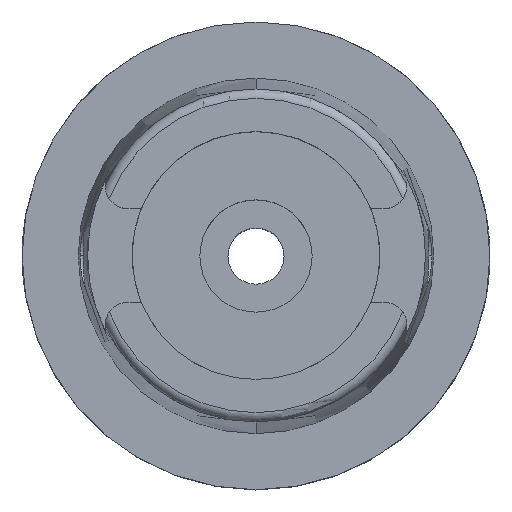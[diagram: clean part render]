
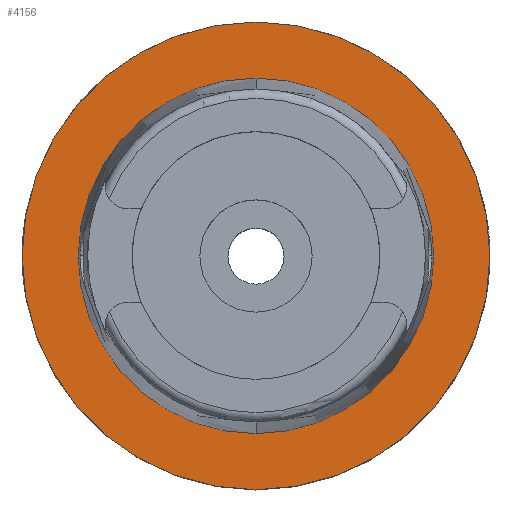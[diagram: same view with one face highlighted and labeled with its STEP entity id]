
A CAD part, top view. The second image highlights one B-rep face of the part: STEP entity #4156.
In plain terms, the highlighted planar face has unit normal (0, 0, 1).
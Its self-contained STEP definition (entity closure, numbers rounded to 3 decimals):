
#2056=CARTESIAN_POINT('',(0.,0.,0.));
#2057=DIRECTION('',(0.,0.,-1.));
#2058=DIRECTION('',(0.,-1.,0.));
#2059=AXIS2_PLACEMENT_3D('',#2056,#2057,#2058);
#2064=CARTESIAN_POINT('',(0.,0.,0.));
#2065=DIRECTION('',(0.,0.,-1.));
#2066=DIRECTION('',(0.,1.,0.));
#2067=AXIS2_PLACEMENT_3D('',#2064,#2065,#2066);
#2072=CARTESIAN_POINT('',(0.,0.,0.));
#2073=DIRECTION('',(0.,0.,1.));
#2074=DIRECTION('',(0.,-1.,0.));
#2075=AXIS2_PLACEMENT_3D('',#2072,#2073,#2074);
#2080=CARTESIAN_POINT('',(0.,0.,0.));
#2081=DIRECTION('',(0.,0.,1.));
#2082=DIRECTION('',(0.,1.,0.));
#2083=AXIS2_PLACEMENT_3D('',#2080,#2081,#2082);
#2377=CARTESIAN_POINT('',(0.,-38.,0.));
#2378=VERTEX_POINT('',#2377);
#2379=CARTESIAN_POINT('',(0.,38.,0.));
#2380=VERTEX_POINT('',#2379);
#2634=CARTESIAN_POINT('',(0.,50.,0.));
#2635=VERTEX_POINT('',#2634);
#2636=CARTESIAN_POINT('',(0.,-50.,0.));
#2637=VERTEX_POINT('',#2636);
#4143=CARTESIAN_POINT('',(0.,0.,0.));
#4144=DIRECTION('',(0.,0.,1.));
#4145=DIRECTION('',(0.,1.,0.));
#4146=AXIS2_PLACEMENT_3D('',#4143,#4144,#4145);
#4147=PLANE('',#4146);
#4148=ORIENTED_EDGE('',*,*,#3908,.T.);
#4149=ORIENTED_EDGE('',*,*,#4017,.T.);
#4150=EDGE_LOOP('',(#4148,#4149));
#4151=FACE_OUTER_BOUND('',#4150,.F.);
#4152=ORIENTED_EDGE('',*,*,#2872,.T.);
#4153=ORIENTED_EDGE('',*,*,#2843,.T.);
#4154=EDGE_LOOP('',(#4152,#4153));
#4155=FACE_BOUND('',#4154,.F.);
#2060=CIRCLE('',#2059,50.);
#2068=CIRCLE('',#2067,50.);
#2076=CIRCLE('',#2075,38.);
#2084=CIRCLE('',#2083,38.);
#2843=EDGE_CURVE('',#2380,#2378,#2084,.T.);
#2872=EDGE_CURVE('',#2378,#2380,#2076,.T.);
#3908=EDGE_CURVE('',#2637,#2635,#2060,.T.);
#4017=EDGE_CURVE('',#2635,#2637,#2068,.T.);
#4156=ADVANCED_FACE('',(#4151,#4155),#4147,.T.);
